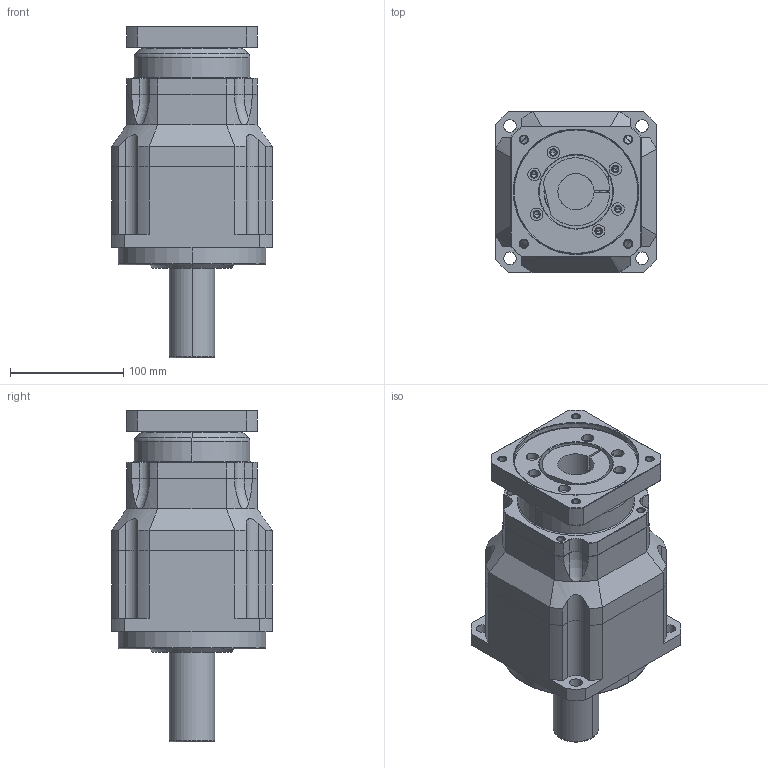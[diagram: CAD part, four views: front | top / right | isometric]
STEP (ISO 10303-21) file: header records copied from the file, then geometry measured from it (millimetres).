
FILE_DESCRIPTION((''),'2;1');
FILE_NAME('AB1422-P4140301_ASM','2008-02-22T',('d00280'),(''),'PRO/ENGINEER BY PARAMETRIC TECHNOLOGY CORPORATION, 2006170','PRO/ENGINEER BY PARAMETRIC TECHNOLOGY CORPORATION, 2006170','');
FILE_SCHEMA(('CONFIG_CONTROL_DESIGN'));
Length unit declared in the file: millimetre
Products named in the file (5): AB1422; AB1422-1; PK940001; P4140301; AB1422-P4140301_ASM
Assembly tree (4 placements, depth 2):
  AB1422-P4140301_ASM
    AB1422
    AB1422-1
    PK940001
    P4140301
Bounding box: 142 x 142 x 292.5 mm (x, y, z)
Volume: 2880596.4 mm3; surface area: 255285.5 mm2
Topology: 4 solids, 16 shells, 476 faces, 1131 edges, 689 vertices
Faces by surface type: cylinder 199, plane 107, cone 106, torus 60, bspline 4
Entity records: 14338 total; most frequent: CARTESIAN_POINT 2903, DIRECTION 2591, ORIENTED_EDGE 2184, EDGE_CURVE 1117, AXIS2_PLACEMENT_3D 1066, VERTEX_POINT 689, CIRCLE 579, EDGE_LOOP 560
